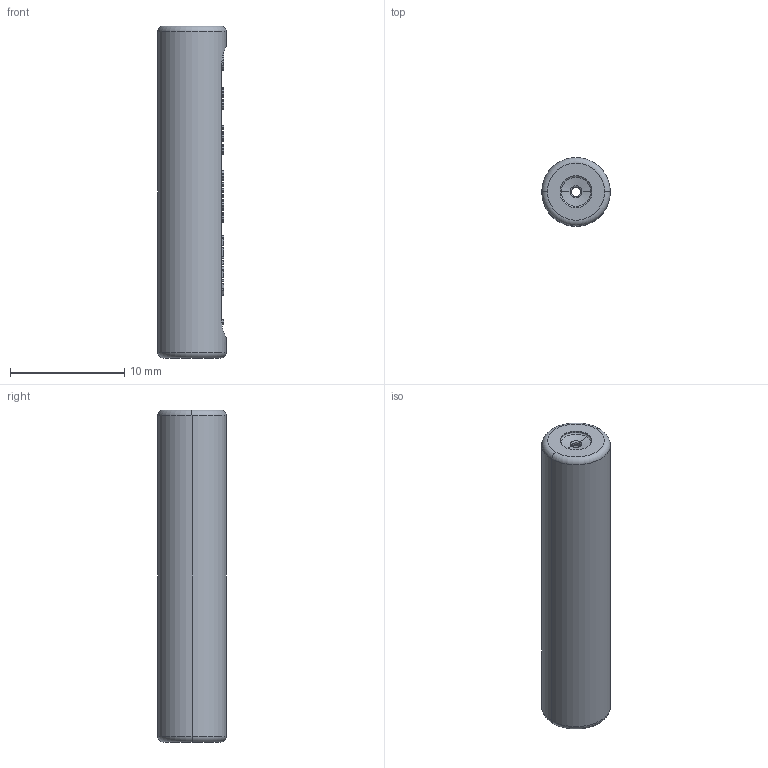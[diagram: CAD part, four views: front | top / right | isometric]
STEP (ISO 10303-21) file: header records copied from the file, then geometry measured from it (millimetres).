
FILE_DESCRIPTION((''),'2;1');
FILE_NAME('00111920102','2020-06-04T',('presta_be4'),(''),'CREO PARAMETRIC BY PTC INC, 2018360','CREO PARAMETRIC BY PTC INC, 2018360','');
FILE_SCHEMA(('CONFIG_CONTROL_DESIGN'));
Length unit declared in the file: millimetre
Products named in the file (1): 00111920102
Bounding box: 6 x 6 x 29.1 mm (x, y, z)
Volume: 663.9 mm3; surface area: 1062.2 mm2
Topology: 1 solids, 1 shells, 690 faces, 1886 edges, 1234 vertices
Faces by surface type: plane 524, cylinder 86, torus 48, cone 20, bspline 12
Entity records: 23009 total; most frequent: CARTESIAN_POINT 5347, ORIENTED_EDGE 3772, DIRECTION 3481, EDGE_CURVE 1886, VECTOR 1537, LINE 1537, VERTEX_POINT 1234, AXIS2_PLACEMENT_3D 972
